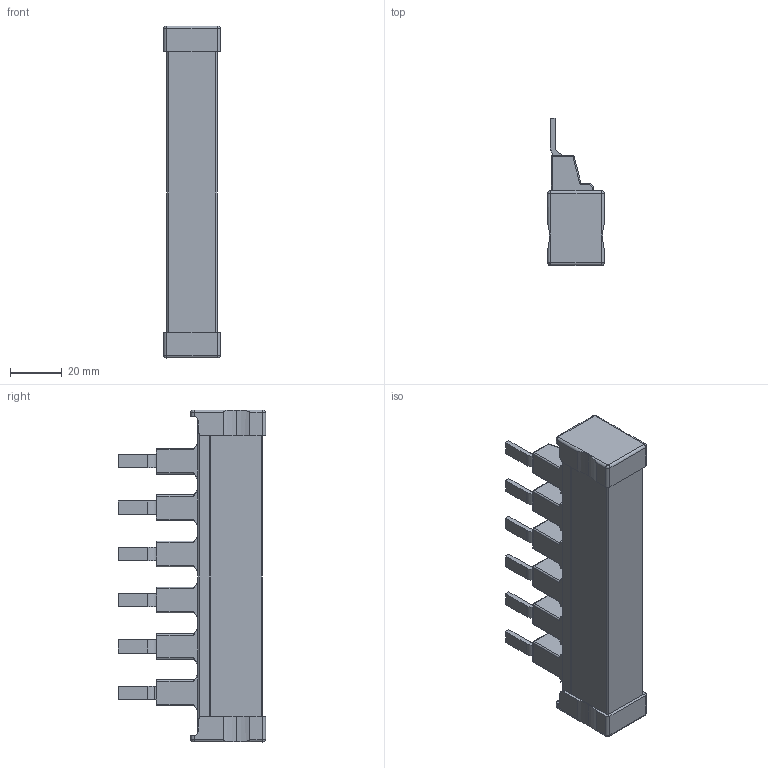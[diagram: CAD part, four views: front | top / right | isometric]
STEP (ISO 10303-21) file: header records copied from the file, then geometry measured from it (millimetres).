
FILE_DESCRIPTION(/* description */ (''),/* implementation_level */ '2;1');
FILE_NAME(/* name */ 'CBA1P06P25X.stp',/* time_stamp */ '2023-09-22T15:38:29+08:00',/* author */ (''),/* organization */ (''),/* preprocessor_version */ 'ST-DEVELOPER v16.7',/* originating_system */ 'SIEMENS PLM Software NX 12.0',/* authorisation */ '');
FILE_SCHEMA (('AUTOMOTIVE_DESIGN { 1 0 10303 214 3 1 1 1 }'));
Length unit declared in the file: millimetre
Products named in the file (1): CBA1P06P25X
Bounding box: 21.9 x 56.62 x 127.7 mm (x, y, z)
Volume: 39712.2 mm3; surface area: 61404.1 mm2
Topology: 11 solids, 11 shells, 1581 faces, 4426 edges, 2829 vertices
Faces by surface type: plane 1106, cylinder 383, bspline 76, sphere 16
Entity records: 51908 total; most frequent: CARTESIAN_POINT 11609, ORIENTED_EDGE 8756, DIRECTION 7861, EDGE_CURVE 4378, LINE 3515, VECTOR 3515, VERTEX_POINT 2821, AXIS2_PLACEMENT_3D 2173
